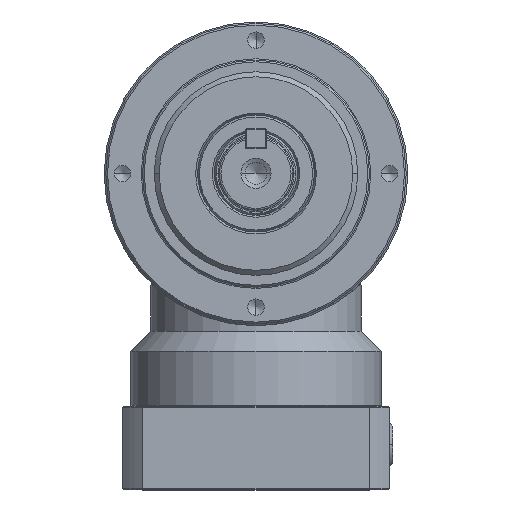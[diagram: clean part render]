
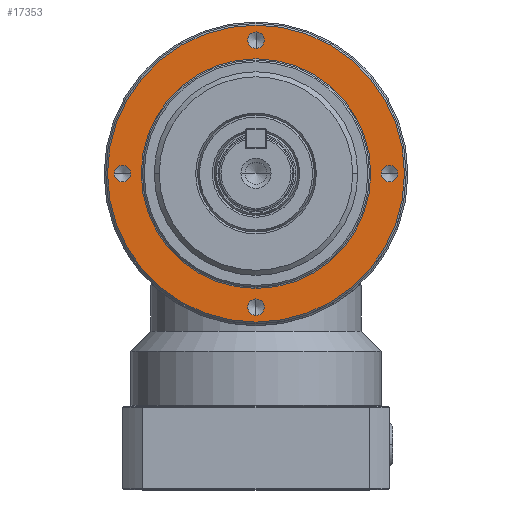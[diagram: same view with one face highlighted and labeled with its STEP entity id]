
A CAD part, top view. The second image highlights one B-rep face of the part: STEP entity #17353.
In plain terms, the highlighted planar face has unit normal (0, 0, 1).
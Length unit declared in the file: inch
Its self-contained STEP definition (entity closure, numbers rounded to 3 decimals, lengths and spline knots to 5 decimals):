
#33 = DIRECTION ( 'NONE',  ( 0., 0., 1. ) ) ;
#148 = DIRECTION ( 'NONE',  ( 0., 1., 0. ) ) ;
#438 = DIRECTION ( 'NONE',  ( 0., -1., 0. ) ) ;
#518 = CIRCLE ( 'NONE', #23279, 0.09679 ) ;
#521 = CARTESIAN_POINT ( 'NONE',  ( 0., 0., 0. ) ) ;
#897 = ORIENTED_EDGE ( 'NONE', *, *, #15127, .F. ) ;
#939 = EDGE_CURVE ( 'NONE', #18249, #7438, #18634, .T. ) ;
#1428 = CARTESIAN_POINT ( 'NONE',  ( -1.35433, 0., 0. ) ) ;
#1880 = DIRECTION ( 'NONE',  ( -1., 0., 0. ) ) ;
#1962 = EDGE_CURVE ( 'NONE', #7805, #8412, #6448, .T. ) ;
#1977 = EDGE_LOOP ( 'NONE', ( #20931, #9344 ) ) ;
#2472 = FACE_BOUND ( 'NONE', #6785, .T. ) ;
#2475 = CARTESIAN_POINT ( 'NONE',  ( 0., -1.67159, 0. ) ) ;
#2488 = DIRECTION ( 'NONE',  ( -1., 0., 0. ) ) ;
#2570 = EDGE_CURVE ( 'NONE', #5681, #22342, #10973, .T. ) ;
#2585 = ORIENTED_EDGE ( 'NONE', *, *, #24154, .F. ) ;
#2774 = ORIENTED_EDGE ( 'NONE', *, *, #24056, .T. ) ;
#3711 = EDGE_CURVE ( 'NONE', #22342, #5681, #13883, .T. ) ;
#3712 = FACE_BOUND ( 'NONE', #12132, .T. ) ;
#3798 = CARTESIAN_POINT ( 'NONE',  ( 0., 1.47801, 0. ) ) ;
#3826 = CIRCLE ( 'NONE', #19407, 0.09679 ) ;
#3901 = CIRCLE ( 'NONE', #16474, 1.35433 ) ;
#4705 = CARTESIAN_POINT ( 'NONE',  ( 0., 0., 0. ) ) ;
#4794 = PLANE ( 'NONE',  #16587 ) ;
#4961 = VERTEX_POINT ( 'NONE', #15374 ) ;
#5392 = AXIS2_PLACEMENT_3D ( 'NONE', #20722, #9123, #22622 ) ;
#5424 = EDGE_LOOP ( 'NONE', ( #19612, #22395 ) ) ;
#5681 = VERTEX_POINT ( 'NONE', #16861 ) ;
#5751 = CARTESIAN_POINT ( 'NONE',  ( 1.5748, 0., 0. ) ) ;
#5985 = DIRECTION ( 'NONE',  ( 0., 0., -1. ) ) ;
#6023 = CARTESIAN_POINT ( 'NONE',  ( 1.47801, 0., 0. ) ) ;
#6227 = DIRECTION ( 'NONE',  ( 0., 0., -1. ) ) ;
#6448 = CIRCLE ( 'NONE', #15991, 0.09679 ) ;
#6785 = EDGE_LOOP ( 'NONE', ( #2774, #11975 ) ) ;
#7098 = ORIENTED_EDGE ( 'NONE', *, *, #939, .T. ) ;
#7438 = VERTEX_POINT ( 'NONE', #13341 ) ;
#7603 = FACE_BOUND ( 'NONE', #1977, .T. ) ;
#7687 = DIRECTION ( 'NONE',  ( 1., 0., 0. ) ) ;
#7805 = VERTEX_POINT ( 'NONE', #18476 ) ;
#7896 = CIRCLE ( 'NONE', #20404, 1.75197 ) ;
#8345 = EDGE_LOOP ( 'NONE', ( #2585, #897 ) ) ;
#8412 = VERTEX_POINT ( 'NONE', #6023 ) ;
#9123 = DIRECTION ( 'NONE',  ( 0., 0., -1. ) ) ;
#9344 = ORIENTED_EDGE ( 'NONE', *, *, #3711, .T. ) ;
#9808 = CARTESIAN_POINT ( 'NONE',  ( 0., 0., 0. ) ) ;
#9905 = DIRECTION ( 'NONE',  ( 0., 0., -1. ) ) ;
#10199 = EDGE_CURVE ( 'NONE', #19648, #4961, #3826, .T. ) ;
#10658 = CIRCLE ( 'NONE', #12881, 1.75197 ) ;
#10694 = DIRECTION ( 'NONE',  ( 0., 0., -1. ) ) ;
#10800 = CARTESIAN_POINT ( 'NONE',  ( -1.47801, 0., 0. ) ) ;
#10973 = CIRCLE ( 'NONE', #14527, 0.09679 ) ;
#11476 = ORIENTED_EDGE ( 'NONE', *, *, #15291, .T. ) ;
#11682 = CARTESIAN_POINT ( 'NONE',  ( 0., 0., 0. ) ) ;
#11790 = DIRECTION ( 'NONE',  ( -1., 0., 0. ) ) ;
#11811 = DIRECTION ( 'NONE',  ( 0., 0., -1. ) ) ;
#11975 = ORIENTED_EDGE ( 'NONE', *, *, #10199, .T. ) ;
#12096 = DIRECTION ( 'NONE',  ( 0., 0., -1. ) ) ;
#12132 = EDGE_LOOP ( 'NONE', ( #7098, #11476 ) ) ;
#12814 = FACE_BOUND ( 'NONE', #16703, .T. ) ;
#12881 = AXIS2_PLACEMENT_3D ( 'NONE', #24927, #13507, #1880 ) ;
#13341 = CARTESIAN_POINT ( 'NONE',  ( 0., -1.47801, 0. ) ) ;
#13507 = DIRECTION ( 'NONE',  ( 0., 0., -1. ) ) ;
#13658 = DIRECTION ( 'NONE',  ( -1., 0., 0. ) ) ;
#13883 = CIRCLE ( 'NONE', #5392, 0.09679 ) ;
#14043 = EDGE_CURVE ( 'NONE', #20026, #21947, #10658, .T. ) ;
#14129 = EDGE_CURVE ( 'NONE', #8412, #7805, #20316, .T. ) ;
#14148 = DIRECTION ( 'NONE',  ( 0., 0., 1. ) ) ;
#14527 = AXIS2_PLACEMENT_3D ( 'NONE', #17653, #5985, #19541 ) ;
#15127 = EDGE_CURVE ( 'NONE', #17042, #17492, #21392, .T. ) ;
#15291 = EDGE_CURVE ( 'NONE', #7438, #18249, #22274, .T. ) ;
#15374 = CARTESIAN_POINT ( 'NONE',  ( 0., 1.67159, 0. ) ) ;
#15991 = AXIS2_PLACEMENT_3D ( 'NONE', #5751, #19337, #7687 ) ;
#16474 = AXIS2_PLACEMENT_3D ( 'NONE', #521, #14148, #2488 ) ;
#16587 = AXIS2_PLACEMENT_3D ( 'NONE', #4705, #10694, #24102 ) ;
#16703 = EDGE_LOOP ( 'NONE', ( #24812, #19375 ) ) ;
#16861 = CARTESIAN_POINT ( 'NONE',  ( -1.67159, 0., 0. ) ) ;
#17042 = VERTEX_POINT ( 'NONE', #17372 ) ;
#17353 = ADVANCED_FACE ( 'NONE', ( #23000, #3712, #7603, #2472, #12814, #22421 ), #4794, .F. ) ;
#17372 = CARTESIAN_POINT ( 'NONE',  ( 1.35433, 0., 0. ) ) ;
#17492 = VERTEX_POINT ( 'NONE', #1428 ) ;
#17653 = CARTESIAN_POINT ( 'NONE',  ( -1.5748, 0., 0. ) ) ;
#17885 = CARTESIAN_POINT ( 'NONE',  ( 0., 1.5748, 0. ) ) ;
#18119 = AXIS2_PLACEMENT_3D ( 'NONE', #23568, #12096, #438 ) ;
#18249 = VERTEX_POINT ( 'NONE', #2475 ) ;
#18476 = CARTESIAN_POINT ( 'NONE',  ( 1.67159, 0., 0. ) ) ;
#18634 = CIRCLE ( 'NONE', #21481, 0.09679 ) ;
#19148 = DIRECTION ( 'NONE',  ( 0., -1., 0. ) ) ;
#19330 = DIRECTION ( 'NONE',  ( 0., 0., -1. ) ) ;
#19337 = DIRECTION ( 'NONE',  ( 0., 0., -1. ) ) ;
#19375 = ORIENTED_EDGE ( 'NONE', *, *, #14129, .T. ) ;
#19407 = AXIS2_PLACEMENT_3D ( 'NONE', #17885, #6227, #19780 ) ;
#19412 = CARTESIAN_POINT ( 'NONE',  ( 0., -1.5748, 0. ) ) ;
#19541 = DIRECTION ( 'NONE',  ( -1., 0., 0. ) ) ;
#19612 = ORIENTED_EDGE ( 'NONE', *, *, #14043, .F. ) ;
#19648 = VERTEX_POINT ( 'NONE', #3798 ) ;
#19780 = DIRECTION ( 'NONE',  ( 0., 1., 0. ) ) ;
#20026 = VERTEX_POINT ( 'NONE', #22502 ) ;
#20316 = CIRCLE ( 'NONE', #21904, 0.09679 ) ;
#20404 = AXIS2_PLACEMENT_3D ( 'NONE', #9808, #23278, #11790 ) ;
#20708 = EDGE_CURVE ( 'NONE', #21947, #20026, #7896, .T. ) ;
#20722 = CARTESIAN_POINT ( 'NONE',  ( -1.5748, 0., 0. ) ) ;
#20931 = ORIENTED_EDGE ( 'NONE', *, *, #2570, .T. ) ;
#21392 = CIRCLE ( 'NONE', #23642, 1.35433 ) ;
#21480 = CARTESIAN_POINT ( 'NONE',  ( 1.5748, 0., 0. ) ) ;
#21481 = AXIS2_PLACEMENT_3D ( 'NONE', #19412, #19330, #19148 ) ;
#21904 = AXIS2_PLACEMENT_3D ( 'NONE', #21480, #9905, #23365 ) ;
#21947 = VERTEX_POINT ( 'NONE', #22683 ) ;
#22274 = CIRCLE ( 'NONE', #18119, 0.09679 ) ;
#22342 = VERTEX_POINT ( 'NONE', #10800 ) ;
#22395 = ORIENTED_EDGE ( 'NONE', *, *, #20708, .F. ) ;
#22421 = FACE_BOUND ( 'NONE', #8345, .T. ) ;
#22502 = CARTESIAN_POINT ( 'NONE',  ( -1.75197, 0., 0. ) ) ;
#22622 = DIRECTION ( 'NONE',  ( -1., 0., 0. ) ) ;
#22683 = CARTESIAN_POINT ( 'NONE',  ( 1.75197, 0., 0. ) ) ;
#23000 = FACE_OUTER_BOUND ( 'NONE', #5424, .T. ) ;
#23278 = DIRECTION ( 'NONE',  ( 0., 0., -1. ) ) ;
#23279 = AXIS2_PLACEMENT_3D ( 'NONE', #23289, #11811, #148 ) ;
#23289 = CARTESIAN_POINT ( 'NONE',  ( 0., 1.5748, 0. ) ) ;
#23365 = DIRECTION ( 'NONE',  ( 1., 0., 0. ) ) ;
#23568 = CARTESIAN_POINT ( 'NONE',  ( 0., -1.5748, 0. ) ) ;
#23642 = AXIS2_PLACEMENT_3D ( 'NONE', #11682, #33, #13658 ) ;
#24056 = EDGE_CURVE ( 'NONE', #4961, #19648, #518, .T. ) ;
#24102 = DIRECTION ( 'NONE',  ( -1., 0., 0. ) ) ;
#24154 = EDGE_CURVE ( 'NONE', #17492, #17042, #3901, .T. ) ;
#24812 = ORIENTED_EDGE ( 'NONE', *, *, #1962, .T. ) ;
#24927 = CARTESIAN_POINT ( 'NONE',  ( 0., 0., 0. ) ) ;
